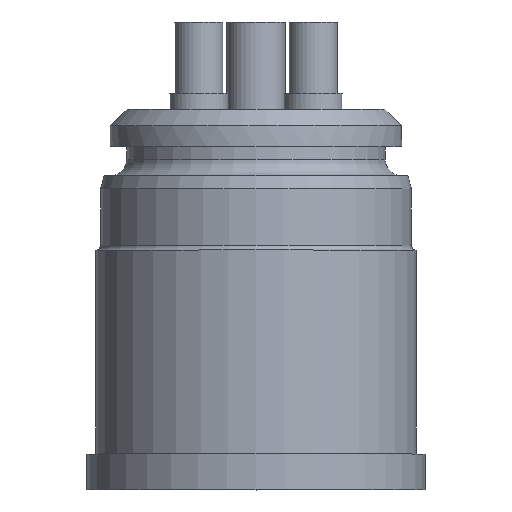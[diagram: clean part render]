
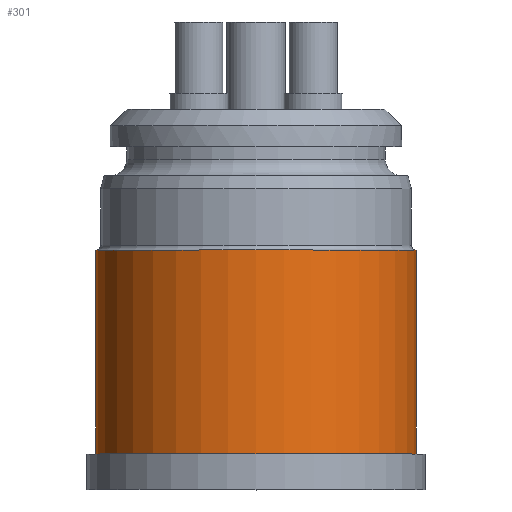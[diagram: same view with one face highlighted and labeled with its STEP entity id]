
A CAD part, top view. The second image highlights one B-rep face of the part: STEP entity #301.
In plain terms, the highlighted cylindrical face has radius 4.95 mm (diameter 9.9 mm), a full revolution.
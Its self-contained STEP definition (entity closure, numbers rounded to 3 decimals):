
#132=FACE_BOUND('',#564,.T.);
#133=FACE_BOUND('',#565,.T.);
#301=ADVANCED_FACE('',(#132,#133),#434,.T.);
#434=CYLINDRICAL_SURFACE('',#2015,4.95);
#564=EDGE_LOOP('',(#933));
#565=EDGE_LOOP('',(#934));
#787=CIRCLE('',#2012,4.95);
#788=CIRCLE('',#2014,4.95);
#933=ORIENTED_EDGE('',*,*,#1600,.F.);
#934=ORIENTED_EDGE('',*,*,#1599,.T.);
#1407=VERTEX_POINT('',#2939);
#1408=VERTEX_POINT('',#2942);
#1599=EDGE_CURVE('',#1407,#1407,#787,.T.);
#1600=EDGE_CURVE('',#1408,#1408,#788,.T.);
#2012=AXIS2_PLACEMENT_3D('',#2938,#2306,#2307);
#2014=AXIS2_PLACEMENT_3D('',#2941,#2310,#2311);
#2015=AXIS2_PLACEMENT_3D('',#2943,#2312,#2313);
#2306=DIRECTION('',(0.,1.,0.));
#2307=DIRECTION('',(-1.,0.,0.));
#2310=DIRECTION('',(0.,1.,0.));
#2311=DIRECTION('',(-1.,0.,0.));
#2312=DIRECTION('',(0.,1.,0.));
#2313=DIRECTION('',(-1.,0.,0.));
#2938=CARTESIAN_POINT('',(63.928,36.3,0.));
#2939=CARTESIAN_POINT('',(58.978,36.3,0.));
#2941=CARTESIAN_POINT('',(63.928,42.6,0.));
#2942=CARTESIAN_POINT('',(58.978,42.6,0.));
#2943=CARTESIAN_POINT('',(63.928,46.95,0.));
